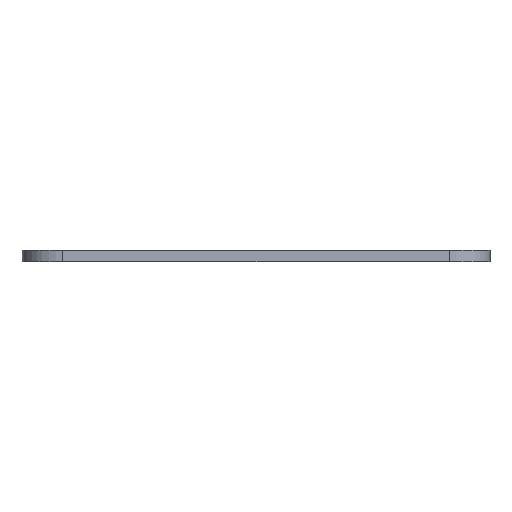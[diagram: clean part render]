
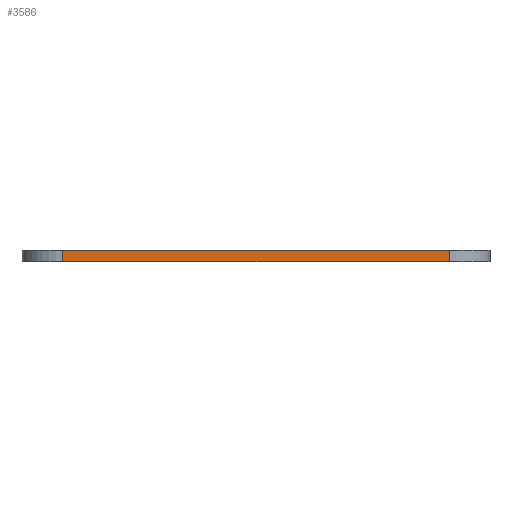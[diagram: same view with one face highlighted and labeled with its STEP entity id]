
A CAD part, left-side view. The second image highlights one B-rep face of the part: STEP entity #3586.
In plain terms, the highlighted planar face has unit normal (-1, 0, 0).
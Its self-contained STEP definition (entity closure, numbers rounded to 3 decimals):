
#243=CARTESIAN_POINT('',(-20.,16.5,0.5));
#244=VERTEX_POINT('',#243);
#252=CARTESIAN_POINT('',(-20.,-16.5,0.5));
#253=VERTEX_POINT('',#252);
#254=CARTESIAN_POINT('',(-20.,-16.5,0.5));
#255=DIRECTION('',(0.0,1.0,0.0));
#256=VECTOR('',#255,33.0);
#257=LINE('',#254,#256);
#258=EDGE_CURVE('',#253,#244,#257,.T.);
#1264=CARTESIAN_POINT('',(-20.,-16.5,-0.5));
#1265=VERTEX_POINT('',#1264);
#1273=CARTESIAN_POINT('',(-20.,16.5,-0.5));
#1274=VERTEX_POINT('',#1273);
#1275=CARTESIAN_POINT('',(-20.,16.5,-0.5));
#1276=DIRECTION('',(0.0,-1.0,0.0));
#1277=VECTOR('',#1276,33.0);
#1278=LINE('',#1275,#1277);
#1279=EDGE_CURVE('',#1274,#1265,#1278,.T.);
#1889=CARTESIAN_POINT('',(-20.,16.5,-0.5));
#1890=DIRECTION('',(0.0,0.0,1.0));
#1891=VECTOR('',#1890,1.0);
#1892=LINE('',#1889,#1891);
#1893=EDGE_CURVE('',#1274,#244,#1892,.T.);
#1928=CARTESIAN_POINT('',(-20.,-16.5,0.5));
#1929=DIRECTION('',(0.0,0.0,-1.0));
#1930=VECTOR('',#1929,1.0);
#1931=LINE('',#1928,#1930);
#1932=EDGE_CURVE('',#253,#1265,#1931,.T.);
#3575=CARTESIAN_POINT('',(-20.,-20.0,0.0));
#3576=DIRECTION('',(-1.0,0.0,0.0));
#3577=DIRECTION('',(0.0,0.0,1.0));
#3578=AXIS2_PLACEMENT_3D('',#3575,#3576,#3577);
#3579=PLANE('',#3578);
#3580=ORIENTED_EDGE('',*,*,#1893,.F.);
#3581=ORIENTED_EDGE('',*,*,#1279,.T.);
#3582=ORIENTED_EDGE('',*,*,#1932,.F.);
#3583=ORIENTED_EDGE('',*,*,#258,.T.);
#3584=EDGE_LOOP('',(#3580,#3581,#3582,#3583));
#3585=FACE_OUTER_BOUND('',#3584,.T.);
#3586=ADVANCED_FACE('',(#3585),#3579,.T.);
